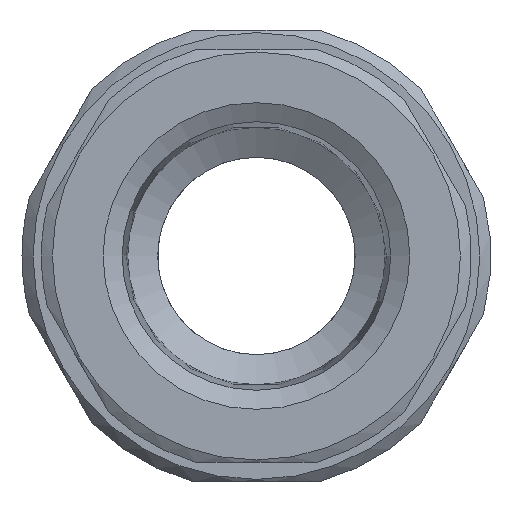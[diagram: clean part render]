
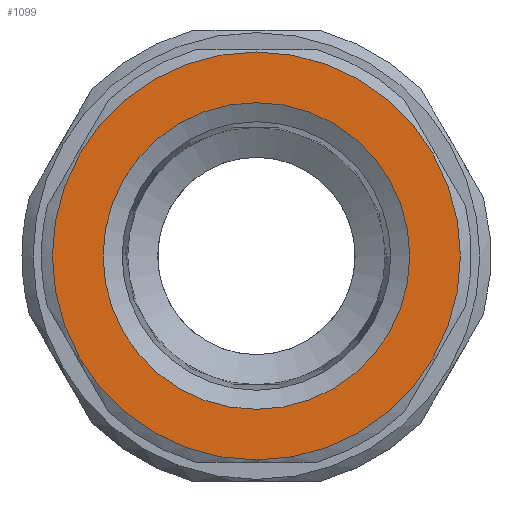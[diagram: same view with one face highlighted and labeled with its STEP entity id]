
A CAD part, front view. The second image highlights one B-rep face of the part: STEP entity #1099.
In plain terms, the highlighted planar face has unit normal (0, -1, 0).
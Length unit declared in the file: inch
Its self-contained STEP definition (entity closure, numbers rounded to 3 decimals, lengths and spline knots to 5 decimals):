
#21=FACE_BOUND('',#256,.T.);
#91=CIRCLE('',#1217,0.57875);
#92=CIRCLE('',#1218,0.57875);
#117=CIRCLE('',#1255,0.43503);
#118=CIRCLE('',#1256,0.43503);
#196=FACE_OUTER_BOUND('',#255,.T.);
#255=EDGE_LOOP('',(#942,#943));
#256=EDGE_LOOP('',(#944,#945));
#470=VERTEX_POINT('',#1894);
#471=VERTEX_POINT('',#1895);
#484=VERTEX_POINT('',#1952);
#485=VERTEX_POINT('',#1953);
#608=EDGE_CURVE('',#470,#471,#91,.T.);
#609=EDGE_CURVE('',#471,#470,#92,.T.);
#640=EDGE_CURVE('',#484,#485,#117,.T.);
#641=EDGE_CURVE('',#485,#484,#118,.T.);
#942=ORIENTED_EDGE('',*,*,#608,.T.);
#943=ORIENTED_EDGE('',*,*,#609,.T.);
#944=ORIENTED_EDGE('',*,*,#640,.F.);
#945=ORIENTED_EDGE('',*,*,#641,.F.);
#990=PLANE('',#1254);
#1099=ADVANCED_FACE('',(#196,#21),#990,.T.);
#1217=AXIS2_PLACEMENT_3D('',#1896,#1490,#1491);
#1218=AXIS2_PLACEMENT_3D('',#1897,#1492,#1493);
#1254=AXIS2_PLACEMENT_3D('',#1951,#1570,#1571);
#1255=AXIS2_PLACEMENT_3D('',#1954,#1572,#1573);
#1256=AXIS2_PLACEMENT_3D('',#1955,#1574,#1575);
#1490=DIRECTION('center_axis',(0.,-1.,0.));
#1491=DIRECTION('ref_axis',(-1.,0.,0.));
#1492=DIRECTION('center_axis',(0.,-1.,0.));
#1493=DIRECTION('ref_axis',(-1.,0.,0.));
#1570=DIRECTION('center_axis',(0.,-1.,0.));
#1571=DIRECTION('ref_axis',(0.,0.,1.));
#1572=DIRECTION('center_axis',(0.,-1.,0.));
#1573=DIRECTION('ref_axis',(-1.,0.,0.));
#1574=DIRECTION('center_axis',(0.,-1.,0.));
#1575=DIRECTION('ref_axis',(-1.,0.,0.));
#1894=CARTESIAN_POINT('',(0.57875,-0.52211,0.));
#1895=CARTESIAN_POINT('',(-0.57875,-0.52211,0.));
#1896=CARTESIAN_POINT('Origin',(0.,-0.52211,
0.));
#1897=CARTESIAN_POINT('Origin',(0.,-0.52211,
0.));
#1951=CARTESIAN_POINT('Origin',(0.43503,-0.52211,0.));
#1952=CARTESIAN_POINT('',(0.43503,-0.52211,0.));
#1953=CARTESIAN_POINT('',(-0.43503,-0.52211,0.));
#1954=CARTESIAN_POINT('Origin',(0.,-0.52211,
0.));
#1955=CARTESIAN_POINT('Origin',(0.,-0.52211,
0.));
